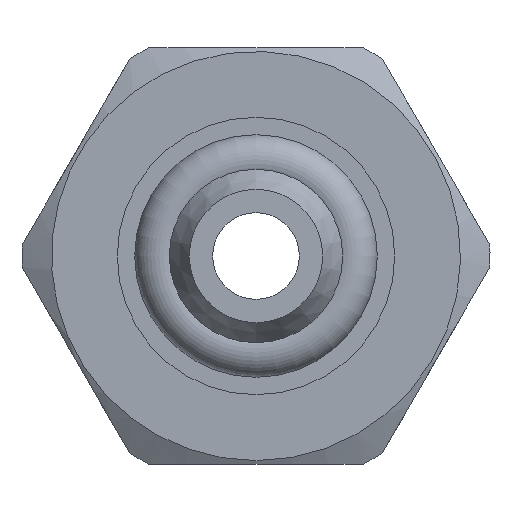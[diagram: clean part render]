
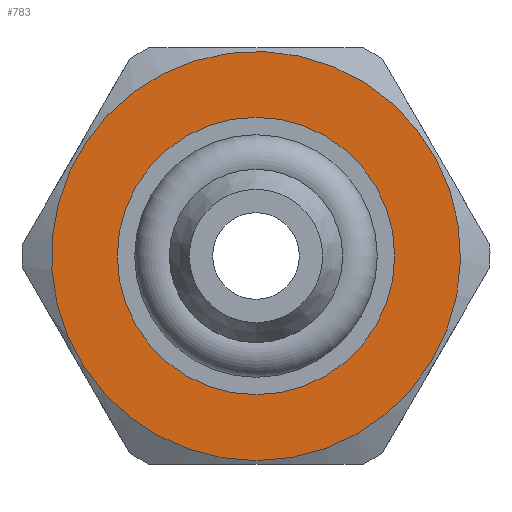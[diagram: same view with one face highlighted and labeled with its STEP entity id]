
A CAD part, front view. The second image highlights one B-rep face of the part: STEP entity #783.
In plain terms, the highlighted planar face has unit normal (0, -1, 0).
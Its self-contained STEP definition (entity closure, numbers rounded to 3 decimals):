
#161=ORIENTED_EDGE('',*,*,#261,.F.);
#162=ORIENTED_EDGE('',*,*,#245,.T.);
#245=EDGE_CURVE('',#300,#300,#338,.T.);
#261=EDGE_CURVE('',#310,#310,#347,.T.);
#300=VERTEX_POINT('',#1163);
#310=VERTEX_POINT('',#1217);
#338=CIRCLE('',#842,5.9);
#347=CIRCLE('',#859,4.);
#387=EDGE_LOOP('',(#161));
#388=EDGE_LOOP('',(#162));
#451=FACE_BOUND('',#387,.T.);
#452=FACE_BOUND('',#388,.T.);
#485=PLANE('',#858);
#783=ADVANCED_FACE('',(#451,#452),#485,.T.);
#842=AXIS2_PLACEMENT_3D('',#1162,#964,#965);
#858=AXIS2_PLACEMENT_3D('',#1215,#998,#999);
#859=AXIS2_PLACEMENT_3D('',#1216,#1000,#1001);
#964=DIRECTION('',(0.,-1.,0.));
#965=DIRECTION('',(0.,0.,-1.));
#998=DIRECTION('',(0.,-1.,0.));
#999=DIRECTION('',(0.,0.,-1.));
#1000=DIRECTION('',(0.,-1.,0.));
#1001=DIRECTION('',(0.,0.,-1.));
#1162=CARTESIAN_POINT('',(0.,5.,0.));
#1163=CARTESIAN_POINT('',(0.,5.,-5.9));
#1215=CARTESIAN_POINT('',(4.,5.,0.));
#1216=CARTESIAN_POINT('',(0.,5.,0.));
#1217=CARTESIAN_POINT('',(0.,5.,-4.));
